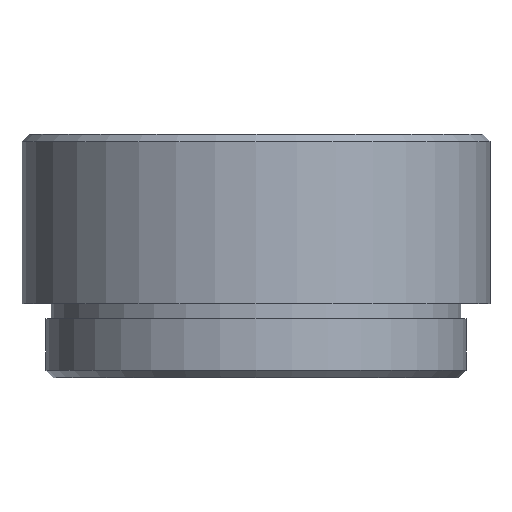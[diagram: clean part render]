
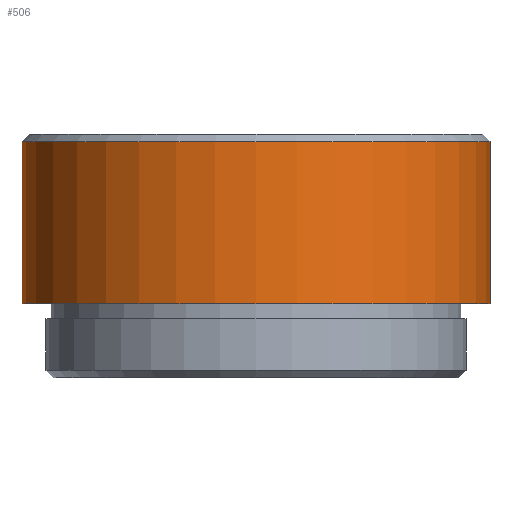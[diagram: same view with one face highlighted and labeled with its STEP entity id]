
A CAD part, front view. The second image highlights one B-rep face of the part: STEP entity #506.
In plain terms, the highlighted cylindrical face has radius 15.878 mm (diameter 31.756 mm), a partial arc.
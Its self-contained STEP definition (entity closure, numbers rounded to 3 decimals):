
#64 = DIRECTION ( 'NONE',  ( 1., 0., 0. ) ) ;
#69 = VERTEX_POINT ( 'NONE', #405 ) ;
#79 = CYLINDRICAL_SURFACE ( 'NONE', #1365, 15.878 ) ;
#80 = CARTESIAN_POINT ( 'NONE',  ( 15.878, 0., 16. ) ) ;
#132 = DIRECTION ( 'NONE',  ( -1., 0., 0. ) ) ;
#190 = EDGE_CURVE ( 'NONE', #1242, #274, #738, .T. ) ;
#274 = VERTEX_POINT ( 'NONE', #334 ) ;
#334 = CARTESIAN_POINT ( 'NONE',  ( -15.878, 0., 16. ) ) ;
#337 = DIRECTION ( 'NONE',  ( -1., 0., 0. ) ) ;
#372 = AXIS2_PLACEMENT_3D ( 'NONE', #980, #974, #64 ) ;
#389 = ORIENTED_EDGE ( 'NONE', *, *, #190, .T. ) ;
#405 = CARTESIAN_POINT ( 'NONE',  ( -15.878, 0., 5. ) ) ;
#459 = DIRECTION ( 'NONE',  ( 0., 0., -1. ) ) ;
#461 = CIRCLE ( 'NONE', #1426, 15.878 ) ;
#506 = ADVANCED_FACE ( 'NONE', ( #851 ), #79, .T. ) ;
#534 = VECTOR ( 'NONE', #1415, 1000. ) ;
#640 = DIRECTION ( 'NONE',  ( 0., 0., -1. ) ) ;
#734 = CARTESIAN_POINT ( 'NONE',  ( 15.878, 0., 16.5 ) ) ;
#738 = CIRCLE ( 'NONE', #372, 15.878 ) ;
#756 = LINE ( 'NONE', #734, #1252 ) ;
#776 = CARTESIAN_POINT ( 'NONE',  ( 0., 0., 5. ) ) ;
#851 = FACE_OUTER_BOUND ( 'NONE', #1345, .T. ) ;
#884 = LINE ( 'NONE', #893, #534 ) ;
#887 = CARTESIAN_POINT ( 'NONE',  ( 15.878, 0., 5. ) ) ;
#893 = CARTESIAN_POINT ( 'NONE',  ( -15.878, 0., 16.5 ) ) ;
#907 = ORIENTED_EDGE ( 'NONE', *, *, #1193, .F. ) ;
#966 = EDGE_CURVE ( 'NONE', #1242, #1026, #756, .T. ) ;
#974 = DIRECTION ( 'NONE',  ( 0., 0., -1. ) ) ;
#980 = CARTESIAN_POINT ( 'NONE',  ( 0., 0., 16. ) ) ;
#1026 = VERTEX_POINT ( 'NONE', #887 ) ;
#1107 = ORIENTED_EDGE ( 'NONE', *, *, #966, .F. ) ;
#1188 = ORIENTED_EDGE ( 'NONE', *, *, #1662, .T. ) ;
#1193 = EDGE_CURVE ( 'NONE', #1026, #69, #461, .T. ) ;
#1242 = VERTEX_POINT ( 'NONE', #80 ) ;
#1252 = VECTOR ( 'NONE', #1648, 1000. ) ;
#1345 = EDGE_LOOP ( 'NONE', ( #1107, #389, #1188, #907 ) ) ;
#1365 = AXIS2_PLACEMENT_3D ( 'NONE', #1652, #459, #337 ) ;
#1415 = DIRECTION ( 'NONE',  ( 0., 0., -1. ) ) ;
#1426 = AXIS2_PLACEMENT_3D ( 'NONE', #776, #640, #132 ) ;
#1648 = DIRECTION ( 'NONE',  ( 0., 0., -1. ) ) ;
#1652 = CARTESIAN_POINT ( 'NONE',  ( 0., 0., 16.5 ) ) ;
#1662 = EDGE_CURVE ( 'NONE', #274, #69, #884, .T. ) ;
